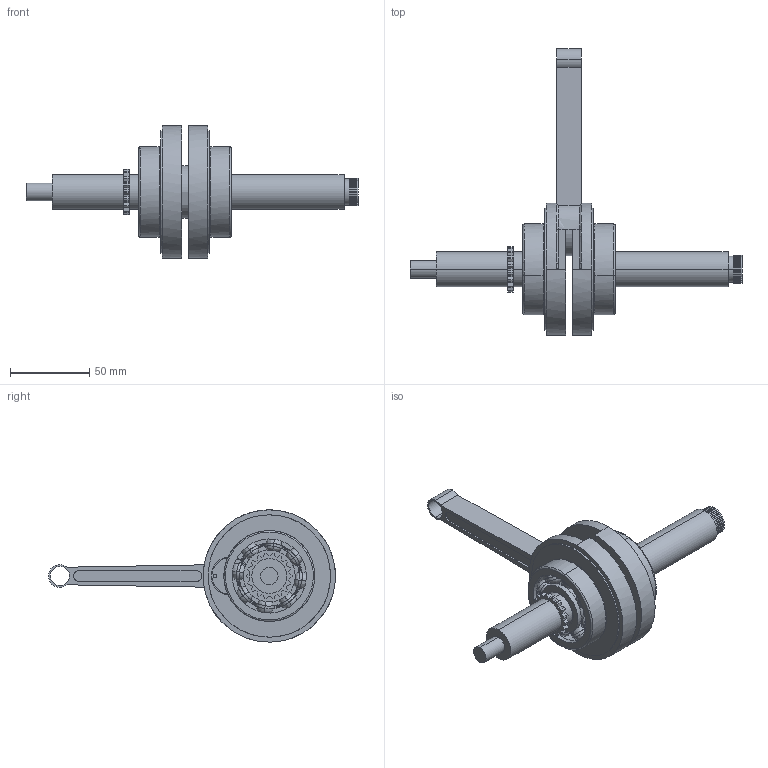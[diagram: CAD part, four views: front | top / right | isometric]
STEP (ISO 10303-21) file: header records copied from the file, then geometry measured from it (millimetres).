
FILE_DESCRIPTION(('FreeCAD Model'),'2;1');
FILE_NAME('Open CASCADE Shape Model','2025-05-09T18:18:45',('FreeCAD'),( 'FreeCAD'),'Open CASCADE STEP processor 7.6','FreeCAD','Unknown');
FILE_SCHEMA(('AUTOMOTIVE_DESIGN { 1 0 10303 214 1 1 1 1 }'));
Products named in the file (1): Open CASCADE STEP translator 7.6 1
Bounding box: 209.41 x 180.95 x 83.43 mm (x, y, z)
Volume: 245932.5 mm3; surface area: 77897.4 mm2
Topology: 42 solids, 43 shells, 841 faces, 2498 edges, 1620 vertices
Faces by surface type: bspline 841
Entity records: 34819 total; most frequent: CARTESIAN_POINT 21947, ORIENTED_EDGE 4676, EDGE_CURVE 2338, VERTEX_POINT 1620, B_SPLINE_CURVE_WITH_KNOTS 1120, FACE_BOUND 960, EDGE_LOOP 960, ADVANCED_FACE 841
